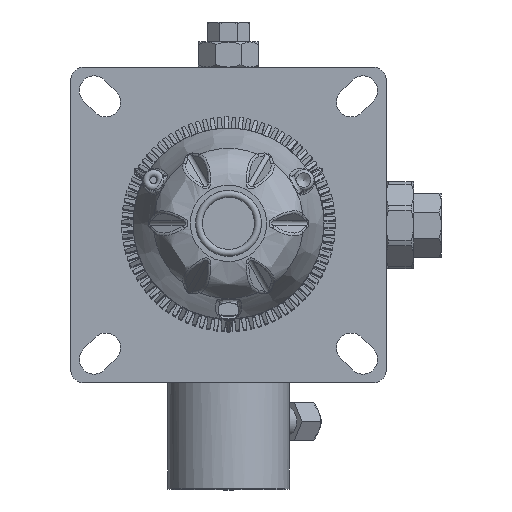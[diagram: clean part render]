
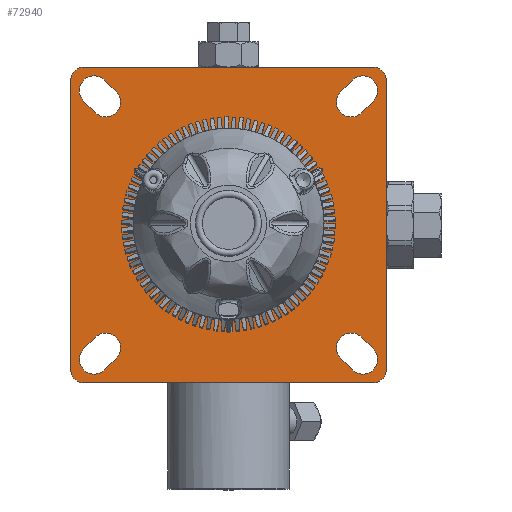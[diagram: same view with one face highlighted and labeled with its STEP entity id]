
A CAD part, top view. The second image highlights one B-rep face of the part: STEP entity #72940.
In plain terms, the highlighted planar face has unit normal (0, 0, 1).
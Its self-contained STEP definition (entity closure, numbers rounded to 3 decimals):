
#3955=FACE_BOUND('',#17985,.T.);
#3956=FACE_BOUND('',#17986,.T.);
#3957=FACE_BOUND('',#17987,.T.);
#3958=FACE_BOUND('',#17988,.T.);
#3959=FACE_BOUND('',#17989,.T.);
#9859=PLANE('',#79454);
#13325=FACE_OUTER_BOUND('',#17984,.T.);
#17984=EDGE_LOOP('',(#63169,#63170,#63171,#63172,#63173,#63174,#63175,#63176));
#17985=EDGE_LOOP('',(#63177,#63178,#63179,#63180));
#17986=EDGE_LOOP('',(#63181,#63182,#63183,#63184));
#17987=EDGE_LOOP('',(#63185,#63186,#63187,#63188));
#17988=EDGE_LOOP('',(#63189,#63190,#63191,#63192));
#17989=EDGE_LOOP('',(#63193));
#22637=LINE('',#120678,#27503);
#22638=LINE('',#120682,#27504);
#22639=LINE('',#120686,#27505);
#22640=LINE('',#120689,#27506);
#22641=LINE('',#120692,#27507);
#22642=LINE('',#120696,#27508);
#22643=LINE('',#120700,#27509);
#22644=LINE('',#120704,#27510);
#22645=LINE('',#120708,#27511);
#22646=LINE('',#120712,#27512);
#22647=LINE('',#120716,#27513);
#22648=LINE('',#120720,#27514);
#27503=VECTOR('',#95056,10.);
#27504=VECTOR('',#95059,10.);
#27505=VECTOR('',#95062,10.);
#27506=VECTOR('',#95065,10.);
#27507=VECTOR('',#95066,10.);
#27508=VECTOR('',#95069,10.);
#27509=VECTOR('',#95072,10.);
#27510=VECTOR('',#95075,10.);
#27511=VECTOR('',#95078,10.);
#27512=VECTOR('',#95081,10.);
#27513=VECTOR('',#95084,10.);
#27514=VECTOR('',#95087,10.);
#31416=CIRCLE('',#79455,8.);
#31417=CIRCLE('',#79456,8.);
#31418=CIRCLE('',#79457,8.);
#31419=CIRCLE('',#79458,8.);
#31420=CIRCLE('',#79459,8.5);
#31421=CIRCLE('',#79460,8.5);
#31422=CIRCLE('',#79461,8.5);
#31423=CIRCLE('',#79462,8.5);
#31424=CIRCLE('',#79463,8.5);
#31425=CIRCLE('',#79464,8.5);
#31426=CIRCLE('',#79465,8.5);
#31427=CIRCLE('',#79466,8.5);
#31428=CIRCLE('',#79467,5.);
#36748=VERTEX_POINT('',#120674);
#36749=VERTEX_POINT('',#120675);
#36750=VERTEX_POINT('',#120677);
#36751=VERTEX_POINT('',#120679);
#36752=VERTEX_POINT('',#120681);
#36753=VERTEX_POINT('',#120683);
#36754=VERTEX_POINT('',#120685);
#36755=VERTEX_POINT('',#120687);
#36756=VERTEX_POINT('',#120690);
#36757=VERTEX_POINT('',#120691);
#36758=VERTEX_POINT('',#120693);
#36759=VERTEX_POINT('',#120695);
#36760=VERTEX_POINT('',#120698);
#36761=VERTEX_POINT('',#120699);
#36762=VERTEX_POINT('',#120701);
#36763=VERTEX_POINT('',#120703);
#36764=VERTEX_POINT('',#120706);
#36765=VERTEX_POINT('',#120707);
#36766=VERTEX_POINT('',#120709);
#36767=VERTEX_POINT('',#120711);
#36768=VERTEX_POINT('',#120714);
#36769=VERTEX_POINT('',#120715);
#36770=VERTEX_POINT('',#120717);
#36771=VERTEX_POINT('',#120719);
#36772=VERTEX_POINT('',#120722);
#45865=EDGE_CURVE('',#36748,#36749,#31416,.T.);
#45866=EDGE_CURVE('',#36750,#36748,#22637,.T.);
#45867=EDGE_CURVE('',#36751,#36750,#31417,.T.);
#45868=EDGE_CURVE('',#36752,#36751,#22638,.T.);
#45869=EDGE_CURVE('',#36753,#36752,#31418,.T.);
#45870=EDGE_CURVE('',#36754,#36753,#22639,.T.);
#45871=EDGE_CURVE('',#36755,#36754,#31419,.T.);
#45872=EDGE_CURVE('',#36749,#36755,#22640,.T.);
#45873=EDGE_CURVE('',#36756,#36757,#22641,.T.);
#45874=EDGE_CURVE('',#36757,#36758,#31420,.T.);
#45875=EDGE_CURVE('',#36758,#36759,#22642,.T.);
#45876=EDGE_CURVE('',#36759,#36756,#31421,.T.);
#45877=EDGE_CURVE('',#36760,#36761,#22643,.T.);
#45878=EDGE_CURVE('',#36761,#36762,#31422,.T.);
#45879=EDGE_CURVE('',#36762,#36763,#22644,.T.);
#45880=EDGE_CURVE('',#36763,#36760,#31423,.T.);
#45881=EDGE_CURVE('',#36764,#36765,#22645,.T.);
#45882=EDGE_CURVE('',#36765,#36766,#31424,.T.);
#45883=EDGE_CURVE('',#36766,#36767,#22646,.T.);
#45884=EDGE_CURVE('',#36767,#36764,#31425,.T.);
#45885=EDGE_CURVE('',#36768,#36769,#22647,.T.);
#45886=EDGE_CURVE('',#36769,#36770,#31426,.T.);
#45887=EDGE_CURVE('',#36770,#36771,#22648,.T.);
#45888=EDGE_CURVE('',#36771,#36768,#31427,.T.);
#45889=EDGE_CURVE('',#36772,#36772,#31428,.T.);
#63169=ORIENTED_EDGE('',*,*,#45865,.F.);
#63170=ORIENTED_EDGE('',*,*,#45866,.F.);
#63171=ORIENTED_EDGE('',*,*,#45867,.F.);
#63172=ORIENTED_EDGE('',*,*,#45868,.F.);
#63173=ORIENTED_EDGE('',*,*,#45869,.F.);
#63174=ORIENTED_EDGE('',*,*,#45870,.F.);
#63175=ORIENTED_EDGE('',*,*,#45871,.F.);
#63176=ORIENTED_EDGE('',*,*,#45872,.F.);
#63177=ORIENTED_EDGE('',*,*,#45873,.T.);
#63178=ORIENTED_EDGE('',*,*,#45874,.T.);
#63179=ORIENTED_EDGE('',*,*,#45875,.T.);
#63180=ORIENTED_EDGE('',*,*,#45876,.T.);
#63181=ORIENTED_EDGE('',*,*,#45877,.T.);
#63182=ORIENTED_EDGE('',*,*,#45878,.T.);
#63183=ORIENTED_EDGE('',*,*,#45879,.T.);
#63184=ORIENTED_EDGE('',*,*,#45880,.T.);
#63185=ORIENTED_EDGE('',*,*,#45881,.T.);
#63186=ORIENTED_EDGE('',*,*,#45882,.T.);
#63187=ORIENTED_EDGE('',*,*,#45883,.T.);
#63188=ORIENTED_EDGE('',*,*,#45884,.T.);
#63189=ORIENTED_EDGE('',*,*,#45885,.T.);
#63190=ORIENTED_EDGE('',*,*,#45886,.T.);
#63191=ORIENTED_EDGE('',*,*,#45887,.T.);
#63192=ORIENTED_EDGE('',*,*,#45888,.T.);
#63193=ORIENTED_EDGE('',*,*,#45889,.F.);
#72940=ADVANCED_FACE('',(#13325,#3955,#3956,#3957,#3958,#3959),#9859,.T.);
#79454=AXIS2_PLACEMENT_3D('',#120673,#95052,#95053);
#79455=AXIS2_PLACEMENT_3D('',#120676,#95054,#95055);
#79456=AXIS2_PLACEMENT_3D('',#120680,#95057,#95058);
#79457=AXIS2_PLACEMENT_3D('',#120684,#95060,#95061);
#79458=AXIS2_PLACEMENT_3D('',#120688,#95063,#95064);
#79459=AXIS2_PLACEMENT_3D('',#120694,#95067,#95068);
#79460=AXIS2_PLACEMENT_3D('',#120697,#95070,#95071);
#79461=AXIS2_PLACEMENT_3D('',#120702,#95073,#95074);
#79462=AXIS2_PLACEMENT_3D('',#120705,#95076,#95077);
#79463=AXIS2_PLACEMENT_3D('',#120710,#95079,#95080);
#79464=AXIS2_PLACEMENT_3D('',#120713,#95082,#95083);
#79465=AXIS2_PLACEMENT_3D('',#120718,#95085,#95086);
#79466=AXIS2_PLACEMENT_3D('',#120721,#95088,#95089);
#79467=AXIS2_PLACEMENT_3D('',#120723,#95090,#95091);
#95052=DIRECTION('center_axis',(0.,0.,1.));
#95053=DIRECTION('ref_axis',(1.,0.,0.));
#95054=DIRECTION('center_axis',(0.,0.,-1.));
#95055=DIRECTION('ref_axis',(-1.,0.,0.));
#95056=DIRECTION('',(1.,0.,0.));
#95057=DIRECTION('center_axis',(0.,0.,-1.));
#95058=DIRECTION('ref_axis',(0.,-1.,0.));
#95059=DIRECTION('',(0.,1.,0.));
#95060=DIRECTION('center_axis',(0.,0.,-1.));
#95061=DIRECTION('ref_axis',(1.,0.,0.));
#95062=DIRECTION('',(-1.,0.,0.));
#95063=DIRECTION('center_axis',(0.,0.,-1.));
#95064=DIRECTION('ref_axis',(0.,1.,0.));
#95065=DIRECTION('',(0.,-1.,0.));
#95066=DIRECTION('',(0.707,0.707,0.));
#95067=DIRECTION('center_axis',(0.,0.,-1.));
#95068=DIRECTION('ref_axis',(0.707,-0.707,0.));
#95069=DIRECTION('',(-0.707,-0.707,0.));
#95070=DIRECTION('center_axis',(0.,0.,-1.));
#95071=DIRECTION('ref_axis',(-0.707,0.707,0.));
#95072=DIRECTION('',(0.707,-0.707,0.));
#95073=DIRECTION('center_axis',(0.,0.,-1.));
#95074=DIRECTION('ref_axis',(-0.707,-0.707,0.));
#95075=DIRECTION('',(-0.707,0.707,0.));
#95076=DIRECTION('center_axis',(0.,0.,-1.));
#95077=DIRECTION('ref_axis',(0.707,0.707,0.));
#95078=DIRECTION('',(-0.707,-0.707,0.));
#95079=DIRECTION('center_axis',(0.,0.,-1.));
#95080=DIRECTION('ref_axis',(-0.707,0.707,0.));
#95081=DIRECTION('',(0.707,0.707,0.));
#95082=DIRECTION('center_axis',(0.,0.,-1.));
#95083=DIRECTION('ref_axis',(0.707,-0.707,0.));
#95084=DIRECTION('',(-0.707,0.707,0.));
#95085=DIRECTION('center_axis',(0.,0.,-1.));
#95086=DIRECTION('ref_axis',(0.707,0.707,0.));
#95087=DIRECTION('',(0.707,-0.707,0.));
#95088=DIRECTION('center_axis',(0.,0.,-1.));
#95089=DIRECTION('ref_axis',(-0.707,-0.707,0.));
#95090=DIRECTION('center_axis',(0.,0.,1.));
#95091=DIRECTION('ref_axis',(0.159,0.987,0.));
#120673=CARTESIAN_POINT('Origin',(0.,0.,
4.));
#120674=CARTESIAN_POINT('',(83.,91.,4.));
#120675=CARTESIAN_POINT('',(91.,83.,4.));
#120676=CARTESIAN_POINT('Origin',(83.,83.,4.));
#120677=CARTESIAN_POINT('',(-83.,91.,4.));
#120678=CARTESIAN_POINT('',(-83.,91.,4.));
#120679=CARTESIAN_POINT('',(-91.,83.,4.));
#120680=CARTESIAN_POINT('Origin',(-83.,83.,4.));
#120681=CARTESIAN_POINT('',(-91.,-83.,4.));
#120682=CARTESIAN_POINT('',(-91.,-83.,4.));
#120683=CARTESIAN_POINT('',(-83.,-91.,4.));
#120684=CARTESIAN_POINT('Origin',(-83.,-83.,4.));
#120685=CARTESIAN_POINT('',(83.,-91.,4.));
#120686=CARTESIAN_POINT('',(83.,-91.,4.));
#120687=CARTESIAN_POINT('',(91.,-83.,4.));
#120688=CARTESIAN_POINT('Origin',(83.,-83.,4.));
#120689=CARTESIAN_POINT('',(91.,83.,4.));
#120690=CARTESIAN_POINT('',(64.7,76.721,4.));
#120691=CARTESIAN_POINT('',(71.418,83.439,4.));
#120692=CARTESIAN_POINT('',(29.345,41.366,4.));
#120693=CARTESIAN_POINT('',(83.439,71.418,4.));
#120694=CARTESIAN_POINT('Origin',(77.428,77.428,4.));
#120695=CARTESIAN_POINT('',(76.721,64.7,4.));
#120696=CARTESIAN_POINT('',(44.725,32.704,4.));
#120697=CARTESIAN_POINT('Origin',(70.711,70.711,4.));
#120698=CARTESIAN_POINT('',(76.721,-64.7,4.));
#120699=CARTESIAN_POINT('',(83.439,-71.418,4.));
#120700=CARTESIAN_POINT('',(41.366,-29.345,4.));
#120701=CARTESIAN_POINT('',(71.418,-83.439,4.));
#120702=CARTESIAN_POINT('Origin',(77.428,-77.428,4.));
#120703=CARTESIAN_POINT('',(64.7,-76.721,4.));
#120704=CARTESIAN_POINT('',(32.704,-44.725,4.));
#120705=CARTESIAN_POINT('Origin',(70.711,-70.711,4.));
#120706=CARTESIAN_POINT('',(-64.7,-76.721,4.));
#120707=CARTESIAN_POINT('',(-71.418,-83.439,4.));
#120708=CARTESIAN_POINT('',(-29.345,-41.366,4.));
#120709=CARTESIAN_POINT('',(-83.439,-71.418,4.));
#120710=CARTESIAN_POINT('Origin',(-77.428,-77.428,4.));
#120711=CARTESIAN_POINT('',(-76.721,-64.7,4.));
#120712=CARTESIAN_POINT('',(-44.725,-32.704,4.));
#120713=CARTESIAN_POINT('Origin',(-70.711,-70.711,4.));
#120714=CARTESIAN_POINT('',(-76.721,64.7,4.));
#120715=CARTESIAN_POINT('',(-83.439,71.418,4.));
#120716=CARTESIAN_POINT('',(-41.366,29.345,4.));
#120717=CARTESIAN_POINT('',(-71.418,83.439,4.));
#120718=CARTESIAN_POINT('Origin',(-77.428,77.428,4.));
#120719=CARTESIAN_POINT('',(-64.7,76.721,4.));
#120720=CARTESIAN_POINT('',(-32.704,44.725,4.));
#120721=CARTESIAN_POINT('Origin',(-70.711,70.711,4.));
#120722=CARTESIAN_POINT('',(16.175,-21.907,4.));
#120723=CARTESIAN_POINT('Origin',(16.971,-16.971,4.));
